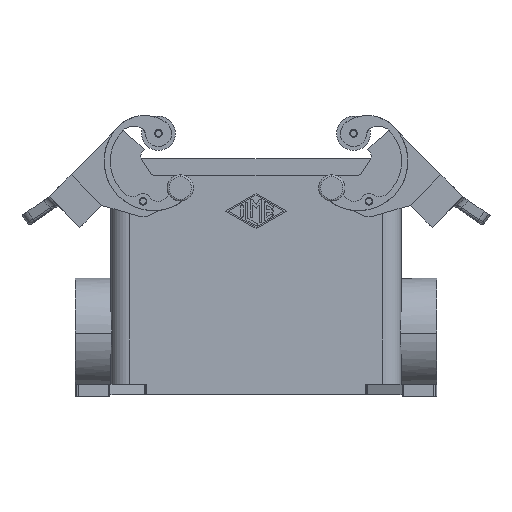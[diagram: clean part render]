
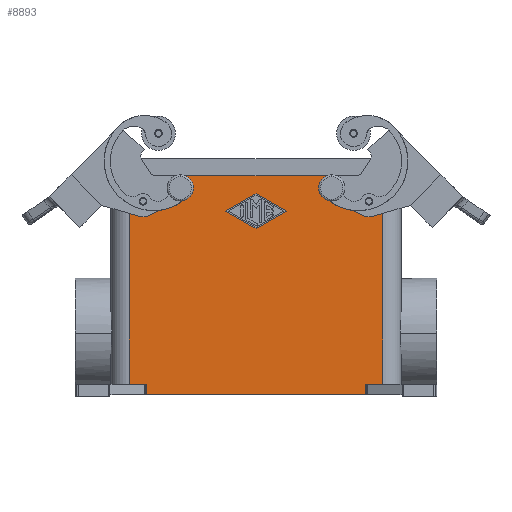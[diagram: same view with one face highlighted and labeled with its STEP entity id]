
A CAD part, front view. The second image highlights one B-rep face of the part: STEP entity #8893.
In plain terms, the highlighted planar face has unit normal (0, -1, 0).
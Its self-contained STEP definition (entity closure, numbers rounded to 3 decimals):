
#1154=CARTESIAN_POINT('',(-24.5,-21.75,22.0));
#1155=VERTEX_POINT('',#1154);
#1164=CARTESIAN_POINT('',(-24.5,-21.75,17.0));
#1165=VERTEX_POINT('',#1164);
#1166=CARTESIAN_POINT('',(-24.5,-21.75,19.5));
#1167=DIRECTION('',(0.0,1.0,0.0));
#1168=DIRECTION('',(0.0,0.0,1.0));
#1169=AXIS2_PLACEMENT_3D('',#1166,#1167,#1168);
#1170=CIRCLE('',#1169,2.5);
#1171=EDGE_CURVE('',#1165,#1155,#1170,.T.);
#2425=CARTESIAN_POINT('',(24.5,-21.75,22.0));
#2426=VERTEX_POINT('',#2425);
#2435=CARTESIAN_POINT('',(24.5,-21.75,17.0));
#2436=VERTEX_POINT('',#2435);
#2437=CARTESIAN_POINT('',(24.5,-21.75,19.5));
#2438=DIRECTION('',(0.0,1.0,0.0));
#2439=DIRECTION('',(0.0,0.0,1.0));
#2440=AXIS2_PLACEMENT_3D('',#2437,#2438,#2439);
#2441=CIRCLE('',#2440,2.5);
#2442=EDGE_CURVE('',#2436,#2426,#2441,.T.);
#8168=CARTESIAN_POINT('',(41.0,-21.75,-44.0));
#8169=VERTEX_POINT('',#8168);
#8177=CARTESIAN_POINT('',(35.541,-21.75,-44.));
#8178=VERTEX_POINT('',#8177);
#8179=CARTESIAN_POINT('',(35.541,-21.75,-44.));
#8180=DIRECTION('',(1.0,0.0,0.0));
#8181=VECTOR('',#8180,5.459);
#8182=LINE('',#8179,#8181);
#8183=EDGE_CURVE('',#8178,#8169,#8182,.T.);
#8766=CARTESIAN_POINT('',(35.541,-21.75,-47.5));
#8767=VERTEX_POINT('',#8766);
#8768=CARTESIAN_POINT('',(35.541,-21.75,-44.));
#8769=DIRECTION('',(0.0,0.0,-1.0));
#8770=VECTOR('',#8769,3.5);
#8771=LINE('',#8768,#8770);
#8772=EDGE_CURVE('',#8178,#8767,#8771,.T.);
#8784=CARTESIAN_POINT('',(41.,-21.75,1.5));
#8785=DIRECTION('',(0.0,-1.0,0.0));
#8786=DIRECTION('',(0.0,0.0,-1.0));
#8787=AXIS2_PLACEMENT_3D('',#8784,#8785,#8786);
#8788=PLANE('',#8787);
#8789=ORIENTED_EDGE('',*,*,#8772,.F.);
#8790=ORIENTED_EDGE('',*,*,#8183,.T.);
#8791=CARTESIAN_POINT('',(41.,-21.75,23.5));
#8792=VERTEX_POINT('',#8791);
#8793=CARTESIAN_POINT('',(41.,-21.75,23.5));
#8794=DIRECTION('',(0.0,0.0,-1.0));
#8795=VECTOR('',#8794,67.5);
#8796=LINE('',#8793,#8795);
#8797=EDGE_CURVE('',#8792,#8169,#8796,.T.);
#8798=ORIENTED_EDGE('',*,*,#8797,.F.);
#8799=CARTESIAN_POINT('',(-41.,-21.75,23.5));
#8800=VERTEX_POINT('',#8799);
#8801=CARTESIAN_POINT('',(41.,-21.75,23.5));
#8802=DIRECTION('',(-1.0,0.0,0.0));
#8803=VECTOR('',#8802,82.0);
#8804=LINE('',#8801,#8803);
#8805=EDGE_CURVE('',#8792,#8800,#8804,.T.);
#8806=ORIENTED_EDGE('',*,*,#8805,.T.);
#8807=CARTESIAN_POINT('',(-41.0,-21.75,-44.0));
#8808=VERTEX_POINT('',#8807);
#8809=CARTESIAN_POINT('',(-41.,-21.75,23.5));
#8810=DIRECTION('',(0.0,0.0,-1.0));
#8811=VECTOR('',#8810,67.5);
#8812=LINE('',#8809,#8811);
#8813=EDGE_CURVE('',#8800,#8808,#8812,.T.);
#8814=ORIENTED_EDGE('',*,*,#8813,.T.);
#8815=CARTESIAN_POINT('',(-35.541,-21.75,-44.));
#8816=VERTEX_POINT('',#8815);
#8817=CARTESIAN_POINT('',(-41.0,-21.75,-44.0));
#8818=DIRECTION('',(1.0,0.0,0.0));
#8819=VECTOR('',#8818,5.459);
#8820=LINE('',#8817,#8819);
#8821=EDGE_CURVE('',#8808,#8816,#8820,.T.);
#8822=ORIENTED_EDGE('',*,*,#8821,.T.);
#8823=CARTESIAN_POINT('',(-35.541,-21.75,-47.5));
#8824=VERTEX_POINT('',#8823);
#8825=CARTESIAN_POINT('',(-35.541,-21.75,-47.5));
#8826=DIRECTION('',(0.0,0.0,1.0));
#8827=VECTOR('',#8826,3.5);
#8828=LINE('',#8825,#8827);
#8829=EDGE_CURVE('',#8824,#8816,#8828,.T.);
#8830=ORIENTED_EDGE('',*,*,#8829,.F.);
#8831=CARTESIAN_POINT('',(35.541,-21.75,-47.5));
#8832=DIRECTION('',(-1.0,0.0,0.0));
#8833=VECTOR('',#8832,71.081);
#8834=LINE('',#8831,#8833);
#8835=EDGE_CURVE('',#8767,#8824,#8834,.T.);
#8836=ORIENTED_EDGE('',*,*,#8835,.F.);
#8837=EDGE_LOOP('',(#8789,#8790,#8798,#8806,#8814,#8822,#8830,#8836));
#8838=FACE_OUTER_BOUND('',#8837,.T.);
#8839=CARTESIAN_POINT('',(0.,-21.75,6.375));
#8840=VERTEX_POINT('',#8839);
#8841=CARTESIAN_POINT('',(-9.75,-21.75,12.));
#8842=VERTEX_POINT('',#8841);
#8843=CARTESIAN_POINT('',(0.,-21.75,6.375));
#8844=DIRECTION('',(-0.866,0.0,0.5));
#8845=VECTOR('',#8844,11.256);
#8846=LINE('',#8843,#8845);
#8847=EDGE_CURVE('',#8840,#8842,#8846,.T.);
#8848=ORIENTED_EDGE('',*,*,#8847,.T.);
#8849=CARTESIAN_POINT('',(0.,-21.75,17.625));
#8850=VERTEX_POINT('',#8849);
#8851=CARTESIAN_POINT('',(-9.75,-21.75,12.));
#8852=DIRECTION('',(0.866,0.0,0.5));
#8853=VECTOR('',#8852,11.256);
#8854=LINE('',#8851,#8853);
#8855=EDGE_CURVE('',#8842,#8850,#8854,.T.);
#8856=ORIENTED_EDGE('',*,*,#8855,.T.);
#8857=CARTESIAN_POINT('',(9.75,-21.75,12.0));
#8858=VERTEX_POINT('',#8857);
#8859=CARTESIAN_POINT('',(0.,-21.75,17.625));
#8860=DIRECTION('',(0.866,0.0,-0.5));
#8861=VECTOR('',#8860,11.256);
#8862=LINE('',#8859,#8861);
#8863=EDGE_CURVE('',#8850,#8858,#8862,.T.);
#8864=ORIENTED_EDGE('',*,*,#8863,.T.);
#8865=CARTESIAN_POINT('',(9.75,-21.75,12.0));
#8866=DIRECTION('',(-0.866,0.0,-0.5));
#8867=VECTOR('',#8866,11.256);
#8868=LINE('',#8865,#8867);
#8869=EDGE_CURVE('',#8858,#8840,#8868,.T.);
#8870=ORIENTED_EDGE('',*,*,#8869,.T.);
#8871=EDGE_LOOP('',(#8848,#8856,#8864,#8870));
#8872=FACE_BOUND('',#8871,.T.);
#8873=ORIENTED_EDGE('',*,*,#2442,.T.);
#8874=CARTESIAN_POINT('',(24.5,-21.75,19.5));
#8875=DIRECTION('',(0.0,1.0,0.0));
#8876=DIRECTION('',(0.0,0.0,1.0));
#8877=AXIS2_PLACEMENT_3D('',#8874,#8875,#8876);
#8878=CIRCLE('',#8877,2.5);
#8879=EDGE_CURVE('',#2426,#2436,#8878,.T.);
#8880=ORIENTED_EDGE('',*,*,#8879,.T.);
#8881=EDGE_LOOP('',(#8873,#8880));
#8882=FACE_BOUND('',#8881,.T.);
#8883=ORIENTED_EDGE('',*,*,#1171,.T.);
#8884=CARTESIAN_POINT('',(-24.5,-21.75,19.5));
#8885=DIRECTION('',(0.0,1.0,0.0));
#8886=DIRECTION('',(0.0,0.0,1.0));
#8887=AXIS2_PLACEMENT_3D('',#8884,#8885,#8886);
#8888=CIRCLE('',#8887,2.5);
#8889=EDGE_CURVE('',#1155,#1165,#8888,.T.);
#8890=ORIENTED_EDGE('',*,*,#8889,.T.);
#8891=EDGE_LOOP('',(#8883,#8890));
#8892=FACE_BOUND('',#8891,.T.);
#8893=ADVANCED_FACE('',(#8838,#8872,#8882,#8892),#8788,.T.);
